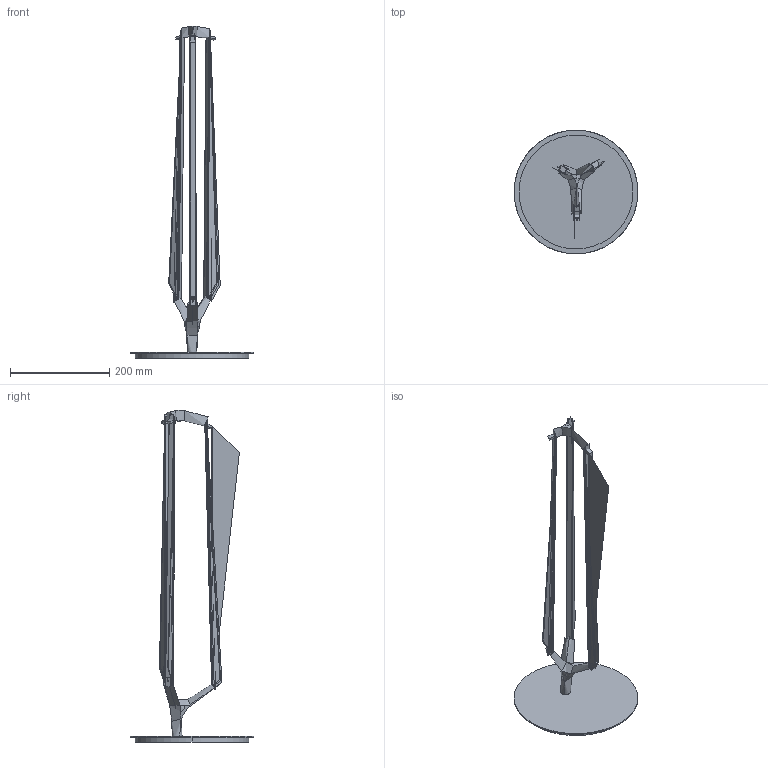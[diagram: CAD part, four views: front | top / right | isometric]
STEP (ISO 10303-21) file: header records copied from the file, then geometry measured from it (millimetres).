
FILE_DESCRIPTION(/* description */ (''),/* implementation_level */ '2;1');
FILE_NAME(/* name */ 'Tavolo',/* time_stamp */ '2019-09-03T11:28:43+02:00',/* author */ (''),/* organization */ (''),/* preprocessor_version */ 'ST-DEVELOPER v10',/* originating_system */ '',/* authorisation */ '');
FILE_SCHEMA (('AUTOMOTIVE_DESIGN'));
Length unit declared in the file: millimetre
Products named in the file (1): 1
Bounding box: 250 x 249.55 x 670.29 mm (x, y, z)
Volume: 973770.5 mm3; surface area: 504508.5 mm2
Topology: 8 solids, 11 shells, 246 faces, 660 edges, 435 vertices
Faces by surface type: bspline 176, plane 70
Entity records: 42694 total; most frequent: CARTESIAN_POINT 38853, ORIENTED_EDGE 1278, EDGE_CURVE 651, VERTEX_POINT 424, B_SPLINE_CURVE_WITH_KNOTS 300, EDGE_LOOP 255, ADVANCED_FACE 246, FACE_OUTER_BOUND 246
